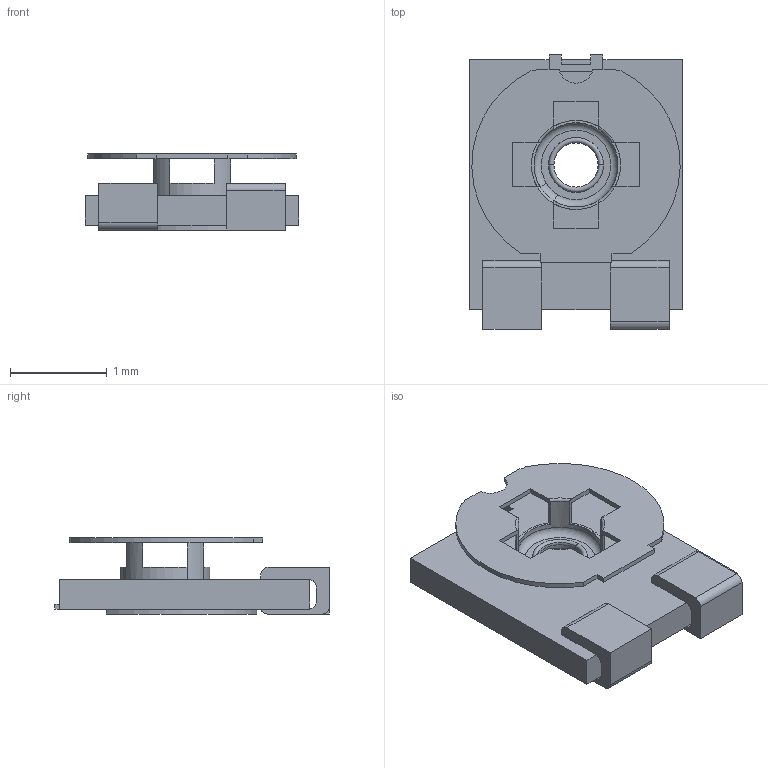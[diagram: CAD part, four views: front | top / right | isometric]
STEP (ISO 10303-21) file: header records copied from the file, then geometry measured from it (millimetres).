
FILE_DESCRIPTION((''),'2;1');
FILE_NAME('TC42','2013-08-06T',('maxm'),('Bourns, Inc.'),'PRO/ENGINEER BY PARAMETRIC TECHNOLOGY CORPORATION, 2012230','PRO/ENGINEER BY PARAMETRIC TECHNOLOGY CORPORATION, 2012230','');
FILE_SCHEMA(('CONFIG_CONTROL_DESIGN'));
Length unit declared in the file: inch
Products named in the file (1): TC42
Bounding box: 2.21 x 2.84 x 0.79 mm (x, y, z)
Volume: 2.2 mm3; surface area: 24.2 mm2
Topology: 1 solids, 1 shells, 108 faces, 316 edges, 202 vertices
Faces by surface type: plane 72, cylinder 24, torus 12
Entity records: 3666 total; most frequent: CARTESIAN_POINT 690, ORIENTED_EDGE 632, DIRECTION 602, EDGE_CURVE 316, VECTOR 230, LINE 230, VERTEX_POINT 202, AXIS2_PLACEMENT_3D 186
